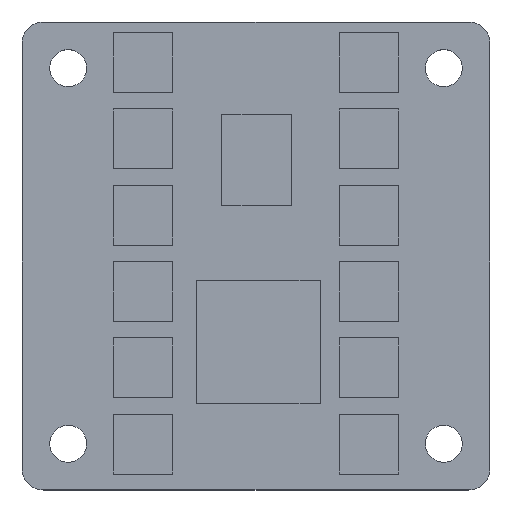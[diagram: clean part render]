
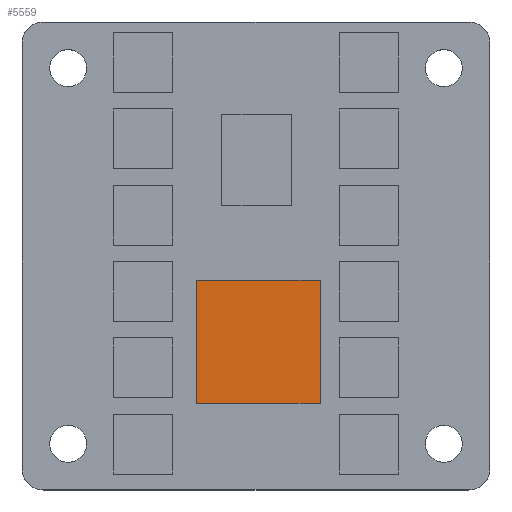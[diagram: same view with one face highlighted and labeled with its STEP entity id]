
A CAD part, top view. The second image highlights one B-rep face of the part: STEP entity #5559.
In plain terms, the highlighted planar face has unit normal (0, 0, 1).
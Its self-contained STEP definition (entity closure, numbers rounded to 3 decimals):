
#2231 = PLANE('',#2232);
#2232 = AXIS2_PLACEMENT_3D('',#2233,#2234,#2235);
#2233 = CARTESIAN_POINT('',(-4.801,-1.964,1.));
#2234 = DIRECTION('',(0.,1.,0.));
#2235 = DIRECTION('',(1.,0.,0.));
#2259 = PLANE('',#2260);
#2260 = AXIS2_PLACEMENT_3D('',#2261,#2262,#2263);
#2261 = CARTESIAN_POINT('',(-4.801,-11.964,1.));
#2262 = DIRECTION('',(-1.,0.,0.));
#2263 = DIRECTION('',(0.,1.,0.));
#2287 = PLANE('',#2288);
#2288 = AXIS2_PLACEMENT_3D('',#2289,#2290,#2291);
#2289 = CARTESIAN_POINT('',(5.199,-11.964,1.));
#2290 = DIRECTION('',(0.,-1.,0.));
#2291 = DIRECTION('',(-1.,0.,0.));
#2313 = PLANE('',#2314);
#2314 = AXIS2_PLACEMENT_3D('',#2315,#2316,#2317);
#2315 = CARTESIAN_POINT('',(5.199,-1.964,1.));
#2316 = DIRECTION('',(1.,0.,0.));
#2317 = DIRECTION('',(0.,-1.,0.));
#5078 = VERTEX_POINT('',#5079);
#5079 = CARTESIAN_POINT('',(-4.801,-1.964,3.));
#5100 = EDGE_CURVE('',#5078,#5101,#5103,.T.);
#5101 = VERTEX_POINT('',#5102);
#5102 = CARTESIAN_POINT('',(5.199,-1.964,3.));
#5103 = SURFACE_CURVE('',#5104,(#5108,#5115),.PCURVE_S1.);
#5104 = LINE('',#5105,#5106);
#5105 = CARTESIAN_POINT('',(-4.801,-1.964,3.));
#5106 = VECTOR('',#5107,1.);
#5107 = DIRECTION('',(1.,0.,0.));
#5108 = PCURVE('',#2231,#5109);
#5109 = DEFINITIONAL_REPRESENTATION('',(#5110),#5114);
#5110 = LINE('',#5111,#5112);
#5111 = CARTESIAN_POINT('',(0.,-2.));
#5112 = VECTOR('',#5113,1.);
#5113 = DIRECTION('',(1.,0.));
#5114 = ( GEOMETRIC_REPRESENTATION_CONTEXT(2) 
PARAMETRIC_REPRESENTATION_CONTEXT() REPRESENTATION_CONTEXT('2D SPACE',''
  ) );
#5115 = PCURVE('',#5116,#5121);
#5116 = PLANE('',#5117);
#5117 = AXIS2_PLACEMENT_3D('',#5118,#5119,#5120);
#5118 = CARTESIAN_POINT('',(0.199,-6.964,3.));
#5119 = DIRECTION('',(-0.,-0.,-1.));
#5120 = DIRECTION('',(-1.,0.,0.));
#5121 = DEFINITIONAL_REPRESENTATION('',(#5122),#5126);
#5122 = LINE('',#5123,#5124);
#5123 = CARTESIAN_POINT('',(5.,5.));
#5124 = VECTOR('',#5125,1.);
#5125 = DIRECTION('',(-1.,0.));
#5126 = ( GEOMETRIC_REPRESENTATION_CONTEXT(2) 
PARAMETRIC_REPRESENTATION_CONTEXT() REPRESENTATION_CONTEXT('2D SPACE',''
  ) );
#5154 = EDGE_CURVE('',#5101,#5155,#5157,.T.);
#5155 = VERTEX_POINT('',#5156);
#5156 = CARTESIAN_POINT('',(5.199,-11.964,3.));
#5157 = SURFACE_CURVE('',#5158,(#5162,#5169),.PCURVE_S1.);
#5158 = LINE('',#5159,#5160);
#5159 = CARTESIAN_POINT('',(5.199,-1.964,3.));
#5160 = VECTOR('',#5161,1.);
#5161 = DIRECTION('',(0.,-1.,0.));
#5162 = PCURVE('',#2313,#5163);
#5163 = DEFINITIONAL_REPRESENTATION('',(#5164),#5168);
#5164 = LINE('',#5165,#5166);
#5165 = CARTESIAN_POINT('',(0.,-2.));
#5166 = VECTOR('',#5167,1.);
#5167 = DIRECTION('',(1.,0.));
#5168 = ( GEOMETRIC_REPRESENTATION_CONTEXT(2) 
PARAMETRIC_REPRESENTATION_CONTEXT() REPRESENTATION_CONTEXT('2D SPACE',''
  ) );
#5169 = PCURVE('',#5116,#5170);
#5170 = DEFINITIONAL_REPRESENTATION('',(#5171),#5175);
#5171 = LINE('',#5172,#5173);
#5172 = CARTESIAN_POINT('',(-5.,5.));
#5173 = VECTOR('',#5174,1.);
#5174 = DIRECTION('',(0.,-1.));
#5175 = ( GEOMETRIC_REPRESENTATION_CONTEXT(2) 
PARAMETRIC_REPRESENTATION_CONTEXT() REPRESENTATION_CONTEXT('2D SPACE',''
  ) );
#5203 = EDGE_CURVE('',#5155,#5204,#5206,.T.);
#5204 = VERTEX_POINT('',#5205);
#5205 = CARTESIAN_POINT('',(-4.801,-11.964,3.));
#5206 = SURFACE_CURVE('',#5207,(#5211,#5218),.PCURVE_S1.);
#5207 = LINE('',#5208,#5209);
#5208 = CARTESIAN_POINT('',(5.199,-11.964,3.));
#5209 = VECTOR('',#5210,1.);
#5210 = DIRECTION('',(-1.,0.,0.));
#5211 = PCURVE('',#2287,#5212);
#5212 = DEFINITIONAL_REPRESENTATION('',(#5213),#5217);
#5213 = LINE('',#5214,#5215);
#5214 = CARTESIAN_POINT('',(0.,-2.));
#5215 = VECTOR('',#5216,1.);
#5216 = DIRECTION('',(1.,0.));
#5217 = ( GEOMETRIC_REPRESENTATION_CONTEXT(2) 
PARAMETRIC_REPRESENTATION_CONTEXT() REPRESENTATION_CONTEXT('2D SPACE',''
  ) );
#5218 = PCURVE('',#5116,#5219);
#5219 = DEFINITIONAL_REPRESENTATION('',(#5220),#5224);
#5220 = LINE('',#5221,#5222);
#5221 = CARTESIAN_POINT('',(-5.,-5.));
#5222 = VECTOR('',#5223,1.);
#5223 = DIRECTION('',(1.,0.));
#5224 = ( GEOMETRIC_REPRESENTATION_CONTEXT(2) 
PARAMETRIC_REPRESENTATION_CONTEXT() REPRESENTATION_CONTEXT('2D SPACE',''
  ) );
#5252 = EDGE_CURVE('',#5204,#5078,#5253,.T.);
#5253 = SURFACE_CURVE('',#5254,(#5258,#5265),.PCURVE_S1.);
#5254 = LINE('',#5255,#5256);
#5255 = CARTESIAN_POINT('',(-4.801,-11.964,3.));
#5256 = VECTOR('',#5257,1.);
#5257 = DIRECTION('',(0.,1.,0.));
#5258 = PCURVE('',#2259,#5259);
#5259 = DEFINITIONAL_REPRESENTATION('',(#5260),#5264);
#5260 = LINE('',#5261,#5262);
#5261 = CARTESIAN_POINT('',(0.,-2.));
#5262 = VECTOR('',#5263,1.);
#5263 = DIRECTION('',(1.,0.));
#5264 = ( GEOMETRIC_REPRESENTATION_CONTEXT(2) 
PARAMETRIC_REPRESENTATION_CONTEXT() REPRESENTATION_CONTEXT('2D SPACE',''
  ) );
#5265 = PCURVE('',#5116,#5266);
#5266 = DEFINITIONAL_REPRESENTATION('',(#5267),#5271);
#5267 = LINE('',#5268,#5269);
#5268 = CARTESIAN_POINT('',(5.,-5.));
#5269 = VECTOR('',#5270,1.);
#5270 = DIRECTION('',(0.,1.));
#5271 = ( GEOMETRIC_REPRESENTATION_CONTEXT(2) 
PARAMETRIC_REPRESENTATION_CONTEXT() REPRESENTATION_CONTEXT('2D SPACE',''
  ) );
#5559 = ADVANCED_FACE('',(#5560),#5116,.F.);
#5560 = FACE_BOUND('',#5561,.F.);
#5561 = EDGE_LOOP('',(#5562,#5563,#5564,#5565));
#5562 = ORIENTED_EDGE('',*,*,#5100,.T.);
#5563 = ORIENTED_EDGE('',*,*,#5154,.T.);
#5564 = ORIENTED_EDGE('',*,*,#5203,.T.);
#5565 = ORIENTED_EDGE('',*,*,#5252,.T.);
